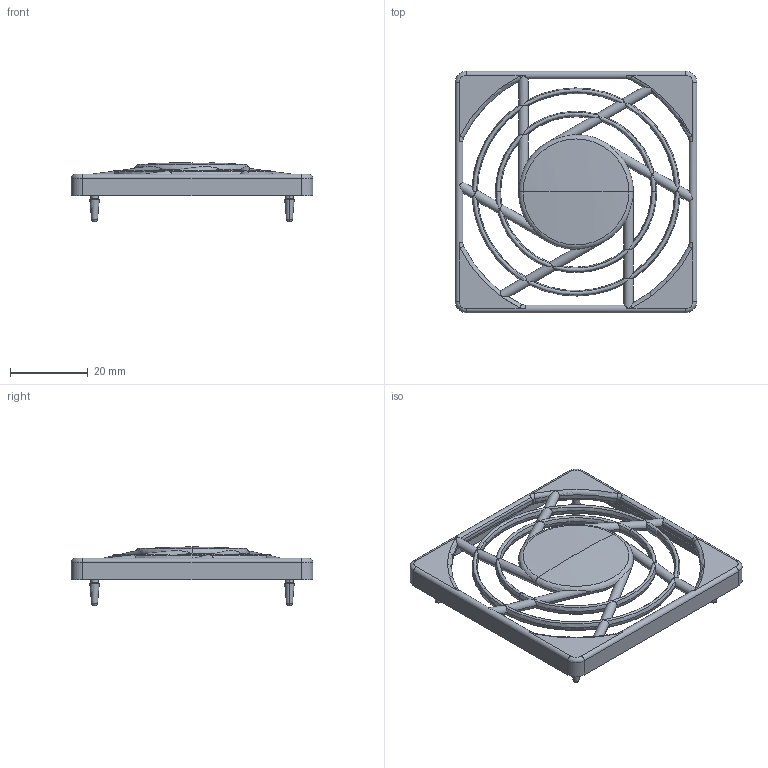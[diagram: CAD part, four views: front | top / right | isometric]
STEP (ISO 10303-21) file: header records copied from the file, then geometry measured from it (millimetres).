
FILE_DESCRIPTION((''),'2;1');
FILE_NAME('SG-60-01.stp','2005-07-05T15:24:11',(''),(''),'Mechanical Desktop.R8.0.24.0','Mechanical Desktop.R8.0.24.0',', , ');
FILE_SCHEMA(('CONFIG_CONTROL_DESIGN'));
Length unit declared in the file: millimetre
Products named in the file (2): SG-60-01A; SG-60-01
Assembly tree (1 placements, depth 2):
  SG-60-01A
    SG-60-01
Bounding box: 62 x 62 x 15.1 mm (x, y, z)
Volume: 5888 mm3; surface area: 8229.6 mm2
Topology: 1 solids, 1 shells, 873 faces, 2515 edges, 1639 vertices
Faces by surface type: bspline 516, plane 131, torus 120, cylinder 88, cone 16, sphere 2
Entity records: 34120 total; most frequent: CARTESIAN_POINT 14928, ORIENTED_EDGE 5022, EDGE_CURVE 2511, DIRECTION 2285, VERTEX_POINT 1639, B_SPLINE_CURVE_WITH_KNOTS 1299, EDGE_LOOP 908, FACE_OUTER_BOUND 873
